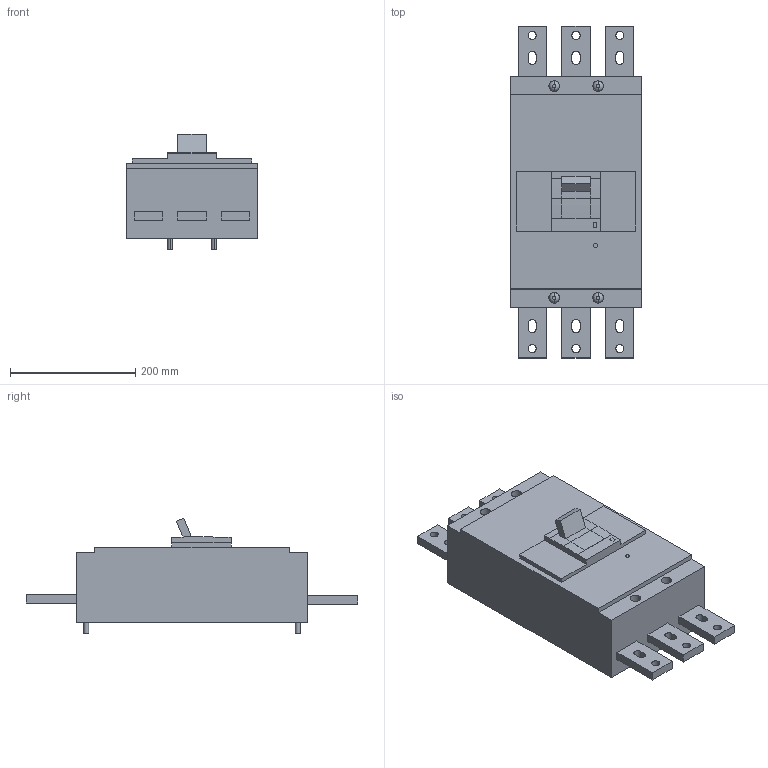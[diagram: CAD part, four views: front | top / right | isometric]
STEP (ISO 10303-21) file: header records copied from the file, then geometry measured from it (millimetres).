
FILE_DESCRIPTION(('CoCreate Modeling STEP Export'),'2;1');
FILE_NAME('Ｓ１２５０ＮＥ３Ｆ.stp','2016-03-31T11:59:23',(''),(''),'CoCreate Modeling STEP processor for AP214 (Solid Model)','CoCreate Modeling 17.0 01-Apr-2010 (C) Parametric Technology GmbH','');
FILE_SCHEMA(('AUTOMOTIVE_DESIGN { 1 0 10303 214 1 1 1 1 }'));
Length unit declared in the file: millimetre
Products named in the file (6): p1; p2; p2.1; p2.3; p2.2; Ｓ１２５０ＮＥ３Ｆ
Assembly tree (5 placements, depth 2):
  Ｓ１２５０ＮＥ３Ｆ
    p2.2
    p2.3
    p2.1
    p2
    p1
Bounding box: 210 x 530 x 184.3 mm (x, y, z)
Volume: 9638757.5 mm3; surface area: 391915 mm2
Topology: 5 solids, 5 shells, 162 faces, 395 edges, 260 vertices
Faces by surface type: plane 92, cylinder 62, torus 8
Entity records: 5258 total; most frequent: ORIENTED_EDGE 790, CARTESIAN_POINT 732, DIRECTION 698, EDGE_CURVE 395, VERTEX_POINT 260, VECTOR 246, LINE 246, AXIS2_PLACEMENT_3D 226
